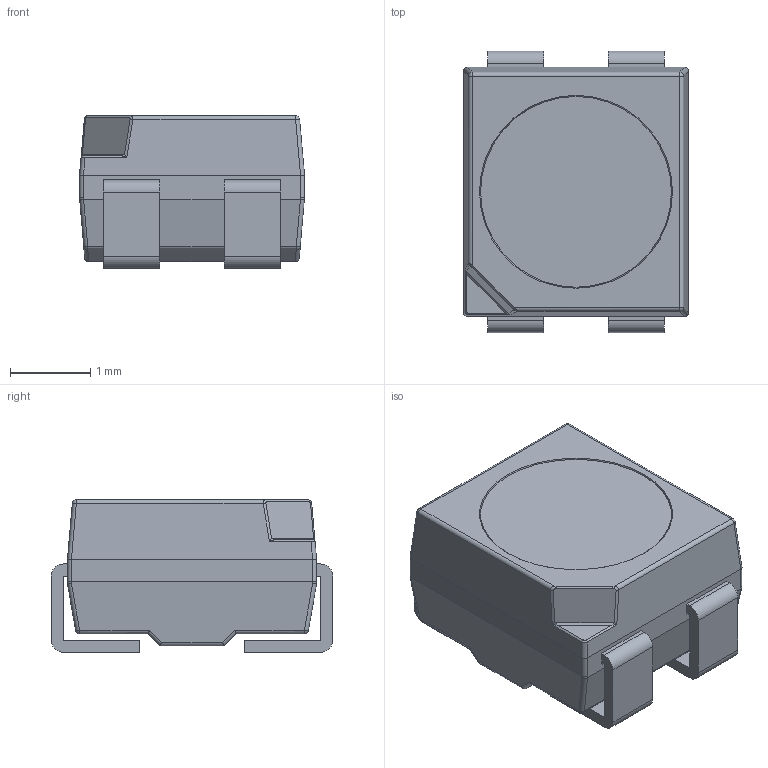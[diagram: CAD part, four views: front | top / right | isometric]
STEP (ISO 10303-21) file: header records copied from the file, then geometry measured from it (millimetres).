
FILE_DESCRIPTION(/* description */ ('model of PLCC-4'),/* implementation_level */ '2;1');
FILE_NAME(/* name */ 'PLCC-4.stp',/* time_stamp */ '2015-12-05T23:26:16',/* author */ ('Joan The Spark',''),/* organization */ (''),/* preprocessor_version */ '',/* originating_system */ '',/* authorisation */ '');
FILE_SCHEMA (('AUTOMOTIVE_DESIGN { 1 0 10303 214 3 1 1 }'));
Length unit declared in the file: millimetre
Products named in the file (1): PLCC-4
Bounding box: 2.8 x 3.5 x 1.9 mm (x, y, z)
Volume: 12.9 mm3; surface area: 64.3 mm2
Topology: 2 solids, 2 shells, 163 faces, 419 edges, 267 vertices
Faces by surface type: plane 97, cylinder 48, bspline 9, sphere 7, cone 2
Entity records: 5212 total; most frequent: CARTESIAN_POINT 1069, ORIENTED_EDGE 832, DIRECTION 804, EDGE_CURVE 416, LINE 302, VECTOR 302, VERTEX_POINT 266, AXIS2_PLACEMENT_3D 251
